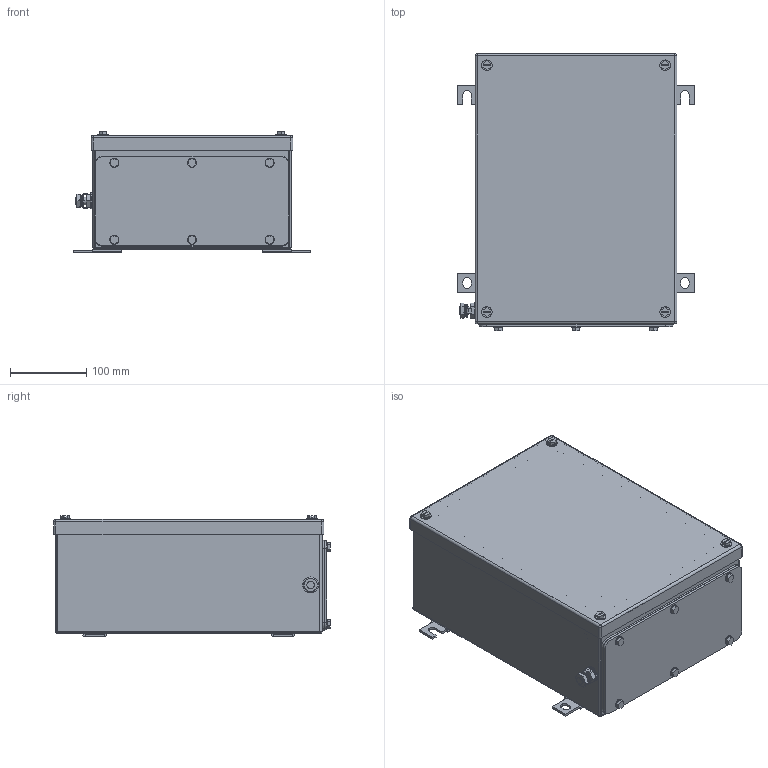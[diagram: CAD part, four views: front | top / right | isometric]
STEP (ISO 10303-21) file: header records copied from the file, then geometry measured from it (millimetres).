
FILE_DESCRIPTION(('CATIA V5 STEP Exchange','CAx-IF Rec.Pracs.--- Model Styling and Organization---1.4--- 2014-01-23'),'2;1');
FILE_NAME ('008630-4_3_1195910000_1195910000.stp','2019-09-25T05:41:49+00:00',('none'),('Weidmueller'),'CATIA Version 5-6 Release 2016 SP3 HF44','CATIA V5 STEP AP214','none');
FILE_SCHEMA(('AUTOMOTIVE_DESIGN { 1 0 10303 214 1 1 1 1 }'));
Length unit declared in the file: millimetre
Products named in the file (1): 1195910000
Bounding box: 311 x 363.5 x 158.5 mm (x, y, z)
Volume: 785730.6 mm3; surface area: 929339.2 mm2
Topology: 46 solids, 46 shells, 980 faces, 2280 edges, 1422 vertices
Faces by surface type: cylinder 414, plane 396, cone 148, sphere 16, torus 6
Entity records: 26361 total; most frequent: CARTESIAN_POINT 5240, ORIENTED_EDGE 4472, DIRECTION 3563, EDGE_CURVE 2236, AXIS2_PLACEMENT_3D 1634, VERTEX_POINT 1422, VECTOR 1206, LINE 1206
